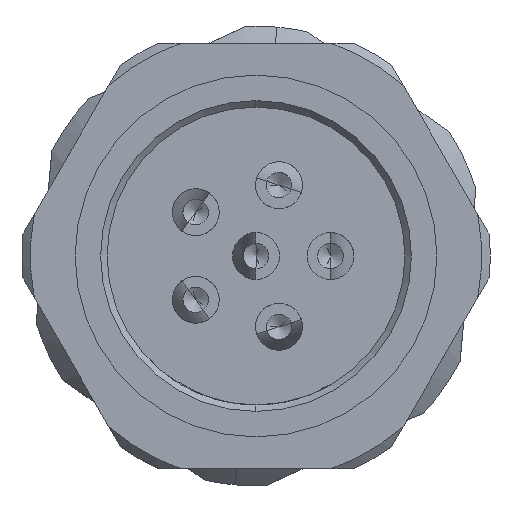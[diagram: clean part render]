
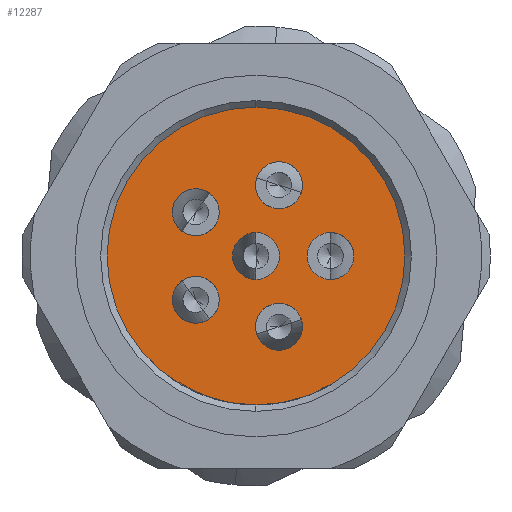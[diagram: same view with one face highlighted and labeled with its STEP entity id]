
A CAD part, left-side view. The second image highlights one B-rep face of the part: STEP entity #12287.
In plain terms, the highlighted planar face has unit normal (-1, 0, 0).
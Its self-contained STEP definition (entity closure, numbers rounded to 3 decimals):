
#168 = CARTESIAN_POINT ( 'NONE',  ( -11.3, 0., 3.5 ) ) ;
#259 = EDGE_CURVE ( 'NONE', #13384, #26493, #8607, .T. ) ;
#267 = AXIS2_PLACEMENT_3D ( 'NONE', #19630, #19978, #1509 ) ;
#487 = DIRECTION ( 'NONE',  ( 0., 0., 1. ) ) ;
#598 = EDGE_LOOP ( 'NONE', ( #22779, #12324 ) ) ;
#834 = CIRCLE ( 'NONE', #18260, 0.55 ) ;
#1257 = CARTESIAN_POINT ( 'NONE',  ( -11.3, -1.75, 0.55 ) ) ;
#1480 = DIRECTION ( 'NONE',  ( -1., 0., 0. ) ) ;
#1509 = DIRECTION ( 'NONE',  ( 0., 0., 1. ) ) ;
#2264 = FACE_BOUND ( 'NONE', #24335, .T. ) ;
#2713 = DIRECTION ( 'NONE',  ( -1., 0., 0. ) ) ;
#2891 = CARTESIAN_POINT ( 'NONE',  ( -11.3, 0., 0. ) ) ;
#2918 = EDGE_CURVE ( 'NONE', #32905, #19294, #18698, .T. ) ;
#2924 = CARTESIAN_POINT ( 'NONE',  ( -11.3, -0.541, 1.664 ) ) ;
#2955 = CARTESIAN_POINT ( 'NONE',  ( -11.3, 3.5, 0. ) ) ;
#3132 = CARTESIAN_POINT ( 'NONE',  ( -11.3, 1.416, 1.029 ) ) ;
#3352 = CARTESIAN_POINT ( 'NONE',  ( -11.3, -1.75, -0.55 ) ) ;
#3549 = AXIS2_PLACEMENT_3D ( 'NONE', #3132, #14539, #487 ) ;
#3621 = EDGE_LOOP ( 'NONE', ( #32980, #12864 ) ) ;
#3768 = ORIENTED_EDGE ( 'NONE', *, *, #24833, .F. ) ;
#4146 = EDGE_CURVE ( 'NONE', #27371, #23338, #33819, .T. ) ;
#4785 = CARTESIAN_POINT ( 'NONE',  ( -11.3, 0., -3.5 ) ) ;
#4838 = CIRCLE ( 'NONE', #26169, 0.55 ) ;
#5245 = FACE_BOUND ( 'NONE', #598, .T. ) ;
#5416 = DIRECTION ( 'NONE',  ( 0., 0., -1. ) ) ;
#5708 = DIRECTION ( 'NONE',  ( 0., 0., 1. ) ) ;
#5755 = EDGE_LOOP ( 'NONE', ( #30272, #12271 ) ) ;
#6099 = DIRECTION ( 'NONE',  ( -1., 0., 0. ) ) ;
#6343 = AXIS2_PLACEMENT_3D ( 'NONE', #11637, #14440, #30442 ) ;
#7328 = CARTESIAN_POINT ( 'NONE',  ( -11.3, -0.541, -1.664 ) ) ;
#7666 = DIRECTION ( 'NONE',  ( -1., 0., 0. ) ) ;
#7999 = CARTESIAN_POINT ( 'NONE',  ( -11.3, 0., 0. ) ) ;
#8247 = CARTESIAN_POINT ( 'NONE',  ( -11.3, 1.416, 0.479 ) ) ;
#8342 = ORIENTED_EDGE ( 'NONE', *, *, #27739, .T. ) ;
#8607 = CIRCLE ( 'NONE', #6343, 0.55 ) ;
#8780 = EDGE_LOOP ( 'NONE', ( #20374, #8342 ) ) ;
#8916 = CARTESIAN_POINT ( 'NONE',  ( -11.3, 0., 0. ) ) ;
#9487 = VERTEX_POINT ( 'NONE', #24894 ) ;
#10832 = DIRECTION ( 'NONE',  ( -1., 0., 0. ) ) ;
#11317 = ORIENTED_EDGE ( 'NONE', *, *, #28984, .F. ) ;
#11637 = CARTESIAN_POINT ( 'NONE',  ( -11.3, 1.416, -1.029 ) ) ;
#11854 = CARTESIAN_POINT ( 'NONE',  ( -11.3, -1.75, 0. ) ) ;
#12271 = ORIENTED_EDGE ( 'NONE', *, *, #24965, .F. ) ;
#12287 = ADVANCED_FACE ( 'NONE', ( #2264, #5245, #18272, #15966, #31964, #21078, #21582 ), #12985, .F. ) ;
#12324 = ORIENTED_EDGE ( 'NONE', *, *, #28814, .F. ) ;
#12366 = AXIS2_PLACEMENT_3D ( 'NONE', #7328, #7666, #18214 ) ;
#12592 = CARTESIAN_POINT ( 'NONE',  ( -11.3, 1.416, -1.029 ) ) ;
#12645 = CARTESIAN_POINT ( 'NONE',  ( -11.3, -0.541, -1.114 ) ) ;
#12721 = AXIS2_PLACEMENT_3D ( 'NONE', #7999, #2713, #15399 ) ;
#12864 = ORIENTED_EDGE ( 'NONE', *, *, #30961, .F. ) ;
#12985 = PLANE ( 'NONE',  #31674 ) ;
#13163 = CARTESIAN_POINT ( 'NONE',  ( -11.3, -0.541, -2.214 ) ) ;
#13184 = DIRECTION ( 'NONE',  ( 0., 0., 1. ) ) ;
#13384 = VERTEX_POINT ( 'NONE', #28568 ) ;
#13464 = DIRECTION ( 'NONE',  ( 0., 0., 1. ) ) ;
#13642 = CARTESIAN_POINT ( 'NONE',  ( -11.3, -1.75, 0. ) ) ;
#14440 = DIRECTION ( 'NONE',  ( -1., 0., 0. ) ) ;
#14442 = CIRCLE ( 'NONE', #23434, 0.55 ) ;
#14539 = DIRECTION ( 'NONE',  ( -1., 0., 0. ) ) ;
#14597 = EDGE_CURVE ( 'NONE', #9487, #17388, #834, .T. ) ;
#14862 = ORIENTED_EDGE ( 'NONE', *, *, #15553, .F. ) ;
#14863 = AXIS2_PLACEMENT_3D ( 'NONE', #13642, #6099, #13464 ) ;
#14971 = AXIS2_PLACEMENT_3D ( 'NONE', #29889, #26890, #13184 ) ;
#15180 = CIRCLE ( 'NONE', #12366, 0.55 ) ;
#15399 = DIRECTION ( 'NONE',  ( 0., 0., 1. ) ) ;
#15553 = EDGE_CURVE ( 'NONE', #25339, #21339, #17131, .T. ) ;
#15898 = EDGE_CURVE ( 'NONE', #28579, #33326, #28917, .T. ) ;
#15966 = FACE_BOUND ( 'NONE', #27137, .T. ) ;
#16670 = CARTESIAN_POINT ( 'NONE',  ( -11.3, -0.541, -1.664 ) ) ;
#16823 = DIRECTION ( 'NONE',  ( 0., 0., 1. ) ) ;
#16990 = DIRECTION ( 'NONE',  ( -1., 0., 0. ) ) ;
#17131 = CIRCLE ( 'NONE', #14863, 0.55 ) ;
#17203 = EDGE_LOOP ( 'NONE', ( #11317, #14862 ) ) ;
#17349 = ORIENTED_EDGE ( 'NONE', *, *, #259, .F. ) ;
#17388 = VERTEX_POINT ( 'NONE', #18544 ) ;
#18214 = DIRECTION ( 'NONE',  ( 0., 0., 1. ) ) ;
#18260 = AXIS2_PLACEMENT_3D ( 'NONE', #2924, #10832, #16823 ) ;
#18272 = FACE_BOUND ( 'NONE', #3621, .T. ) ;
#18343 = AXIS2_PLACEMENT_3D ( 'NONE', #11854, #1480, #28378 ) ;
#18544 = CARTESIAN_POINT ( 'NONE',  ( -11.3, -0.541, 1.114 ) ) ;
#18698 = CIRCLE ( 'NONE', #3549, 0.55 ) ;
#19239 = VERTEX_POINT ( 'NONE', #13163 ) ;
#19294 = VERTEX_POINT ( 'NONE', #8247 ) ;
#19500 = CIRCLE ( 'NONE', #25117, 0.55 ) ;
#19630 = CARTESIAN_POINT ( 'NONE',  ( -11.3, 0., 0. ) ) ;
#19645 = CARTESIAN_POINT ( 'NONE',  ( -11.3, 1.416, 1.029 ) ) ;
#19978 = DIRECTION ( 'NONE',  ( -1., 0., 0. ) ) ;
#20348 = AXIS2_PLACEMENT_3D ( 'NONE', #2891, #32774, #5708 ) ;
#20374 = ORIENTED_EDGE ( 'NONE', *, *, #15898, .T. ) ;
#20855 = DIRECTION ( 'NONE',  ( 0., 0., 1. ) ) ;
#21078 = FACE_BOUND ( 'NONE', #5755, .T. ) ;
#21339 = VERTEX_POINT ( 'NONE', #1257 ) ;
#21582 = FACE_OUTER_BOUND ( 'NONE', #8780, .T. ) ;
#22447 = DIRECTION ( 'NONE',  ( 0., 0., 1. ) ) ;
#22629 = CARTESIAN_POINT ( 'NONE',  ( -11.3, 1.416, 1.579 ) ) ;
#22779 = ORIENTED_EDGE ( 'NONE', *, *, #14597, .F. ) ;
#23338 = VERTEX_POINT ( 'NONE', #31533 ) ;
#23434 = AXIS2_PLACEMENT_3D ( 'NONE', #16670, #31663, #24400 ) ;
#24335 = EDGE_LOOP ( 'NONE', ( #25082, #28632 ) ) ;
#24400 = DIRECTION ( 'NONE',  ( 0., 0., 1. ) ) ;
#24833 = EDGE_CURVE ( 'NONE', #26493, #13384, #32557, .T. ) ;
#24894 = CARTESIAN_POINT ( 'NONE',  ( -11.3, -0.541, 2.214 ) ) ;
#24965 = EDGE_CURVE ( 'NONE', #19239, #25462, #15180, .T. ) ;
#25082 = ORIENTED_EDGE ( 'NONE', *, *, #25998, .F. ) ;
#25117 = AXIS2_PLACEMENT_3D ( 'NONE', #19645, #33346, #22447 ) ;
#25257 = AXIS2_PLACEMENT_3D ( 'NONE', #12592, #31738, #20855 ) ;
#25339 = VERTEX_POINT ( 'NONE', #3352 ) ;
#25462 = VERTEX_POINT ( 'NONE', #12645 ) ;
#25998 = EDGE_CURVE ( 'NONE', #23338, #27371, #4838, .T. ) ;
#26169 = AXIS2_PLACEMENT_3D ( 'NONE', #8916, #16990, #30691 ) ;
#26493 = VERTEX_POINT ( 'NONE', #32058 ) ;
#26890 = DIRECTION ( 'NONE',  ( -1., 0., 0. ) ) ;
#27137 = EDGE_LOOP ( 'NONE', ( #3768, #17349 ) ) ;
#27371 = VERTEX_POINT ( 'NONE', #33558 ) ;
#27739 = EDGE_CURVE ( 'NONE', #33326, #28579, #32945, .T. ) ;
#28378 = DIRECTION ( 'NONE',  ( 0., 0., 1. ) ) ;
#28568 = CARTESIAN_POINT ( 'NONE',  ( -11.3, 1.416, -1.579 ) ) ;
#28579 = VERTEX_POINT ( 'NONE', #168 ) ;
#28632 = ORIENTED_EDGE ( 'NONE', *, *, #4146, .F. ) ;
#28814 = EDGE_CURVE ( 'NONE', #17388, #9487, #29006, .T. ) ;
#28917 = CIRCLE ( 'NONE', #267, 3.5 ) ;
#28984 = EDGE_CURVE ( 'NONE', #21339, #25339, #33498, .T. ) ;
#29006 = CIRCLE ( 'NONE', #14971, 0.55 ) ;
#29889 = CARTESIAN_POINT ( 'NONE',  ( -11.3, -0.541, 1.664 ) ) ;
#30272 = ORIENTED_EDGE ( 'NONE', *, *, #32170, .F. ) ;
#30442 = DIRECTION ( 'NONE',  ( 0., 0., 1. ) ) ;
#30691 = DIRECTION ( 'NONE',  ( 0., 0., 1. ) ) ;
#30961 = EDGE_CURVE ( 'NONE', #19294, #32905, #19500, .T. ) ;
#31533 = CARTESIAN_POINT ( 'NONE',  ( -11.3, 0., 0.55 ) ) ;
#31663 = DIRECTION ( 'NONE',  ( -1., 0., 0. ) ) ;
#31674 = AXIS2_PLACEMENT_3D ( 'NONE', #2955, #31795, #5416 ) ;
#31738 = DIRECTION ( 'NONE',  ( -1., 0., 0. ) ) ;
#31795 = DIRECTION ( 'NONE',  ( 1., 0., 0. ) ) ;
#31964 = FACE_BOUND ( 'NONE', #17203, .T. ) ;
#32058 = CARTESIAN_POINT ( 'NONE',  ( -11.3, 1.416, -0.479 ) ) ;
#32170 = EDGE_CURVE ( 'NONE', #25462, #19239, #14442, .T. ) ;
#32557 = CIRCLE ( 'NONE', #25257, 0.55 ) ;
#32774 = DIRECTION ( 'NONE',  ( -1., 0., 0. ) ) ;
#32905 = VERTEX_POINT ( 'NONE', #22629 ) ;
#32945 = CIRCLE ( 'NONE', #12721, 3.5 ) ;
#32980 = ORIENTED_EDGE ( 'NONE', *, *, #2918, .F. ) ;
#33326 = VERTEX_POINT ( 'NONE', #4785 ) ;
#33346 = DIRECTION ( 'NONE',  ( -1., 0., 0. ) ) ;
#33498 = CIRCLE ( 'NONE', #18343, 0.55 ) ;
#33558 = CARTESIAN_POINT ( 'NONE',  ( -11.3, 0., -0.55 ) ) ;
#33819 = CIRCLE ( 'NONE', #20348, 0.55 ) ;
